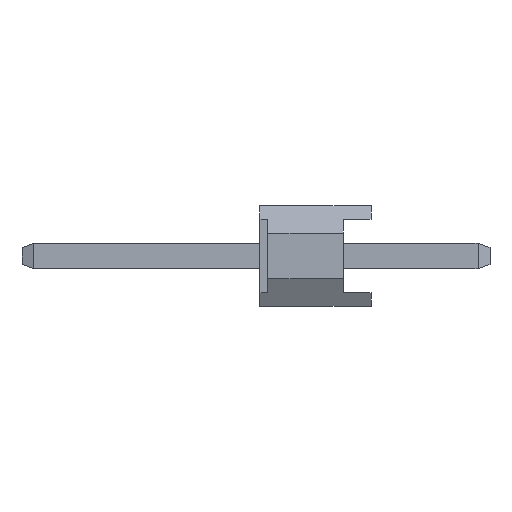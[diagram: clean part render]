
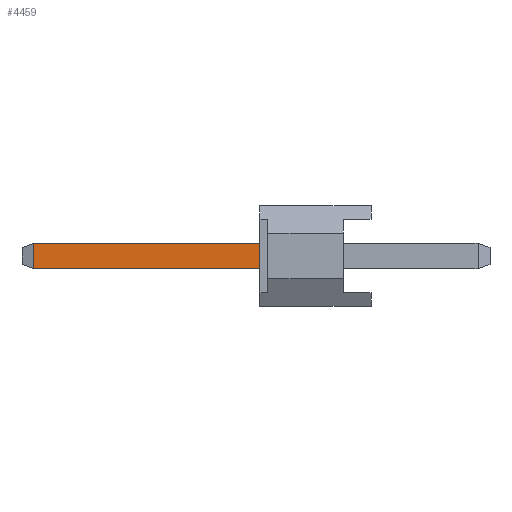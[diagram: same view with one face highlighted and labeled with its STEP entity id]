
A CAD part, left-side view. The second image highlights one B-rep face of the part: STEP entity #4459.
In plain terms, the highlighted planar face has unit normal (-1, 0, 0).
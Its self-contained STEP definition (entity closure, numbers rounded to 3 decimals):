
#231 = CARTESIAN_POINT ( 'NONE',  ( -13.02, 2.8, -0.32 ) ) ;
#232 = DIRECTION ( 'NONE',  ( 0., 0., 1. ) ) ;
#233 = VECTOR ( 'NONE', #232, 1000. ) ;
#234 = CARTESIAN_POINT ( 'NONE',  ( -13.02, 2.8, -1.27 ) ) ;
#235 = LINE ( 'NONE', #234, #233 ) ;
#277 = CARTESIAN_POINT ( 'NONE',  ( -13.02, 2.8, 0.32 ) ) ;
#1555 = DIRECTION ( 'NONE',  ( 0., -1., 0. ) ) ;
#1556 = VECTOR ( 'NONE', #1555, 1000. ) ;
#1557 = CARTESIAN_POINT ( 'NONE',  ( -13.02, 8.8, -0.32 ) ) ;
#1559 = LINE ( 'NONE', #1557, #1556 ) ;
#2785 = FACE_OUTER_BOUND ( 'NONE', #4460, .T. ) ;
#2817 = CARTESIAN_POINT ( 'NONE',  ( -13.02, 8.5, 0.32 ) ) ;
#2818 = DIRECTION ( 'NONE',  ( 0., -1., 0. ) ) ;
#2819 = VECTOR ( 'NONE', #2818, 1000. ) ;
#2820 = CARTESIAN_POINT ( 'NONE',  ( -13.02, 8.8, 0.32 ) ) ;
#2821 = LINE ( 'NONE', #2820, #2819 ) ;
#2822 = DIRECTION ( 'NONE',  ( 0., 0., -1. ) ) ;
#2823 = DIRECTION ( 'NONE',  ( 1., 0., 0. ) ) ;
#2824 = CARTESIAN_POINT ( 'NONE',  ( -13.02, 8.8, -0.32 ) ) ;
#2825 = AXIS2_PLACEMENT_3D ( 'NONE', #2824, #2823, #2822 ) ;
#2826 = PLANE ( 'NONE',  #2825 ) ;
#3789 = CARTESIAN_POINT ( 'NONE',  ( -13.02, 8.5, -0.32 ) ) ;
#4131 = EDGE_CURVE ( 'NONE', #4463, #4754, #6638, .T. ) ;
#4459 = ADVANCED_FACE ( 'NONE', ( #2785 ), #2826, .F. ) ;
#4460 = EDGE_LOOP ( 'NONE', ( #4461, #4464, #4837, #5559 ) ) ;
#4461 = ORIENTED_EDGE ( 'NONE', *, *, #4462, .F. ) ;
#4462 = EDGE_CURVE ( 'NONE', #4463, #4950, #2821, .T. ) ;
#4463 = VERTEX_POINT ( 'NONE', #2817 ) ;
#4464 = ORIENTED_EDGE ( 'NONE', *, *, #4131, .T. ) ;
#4754 = VERTEX_POINT ( 'NONE', #3789 ) ;
#4837 = ORIENTED_EDGE ( 'NONE', *, *, #5558, .T. ) ;
#4903 = EDGE_CURVE ( 'NONE', #4904, #4950, #235, .T. ) ;
#4904 = VERTEX_POINT ( 'NONE', #231 ) ;
#4950 = VERTEX_POINT ( 'NONE', #277 ) ;
#5558 = EDGE_CURVE ( 'NONE', #4754, #4904, #1559, .T. ) ;
#5559 = ORIENTED_EDGE ( 'NONE', *, *, #4903, .T. ) ;
#6635 = DIRECTION ( 'NONE',  ( 0., 0., -1. ) ) ;
#6636 = VECTOR ( 'NONE', #6635, 1000. ) ;
#6637 = CARTESIAN_POINT ( 'NONE',  ( -13.02, 8.5, -0.32 ) ) ;
#6638 = LINE ( 'NONE', #6637, #6636 ) ;
